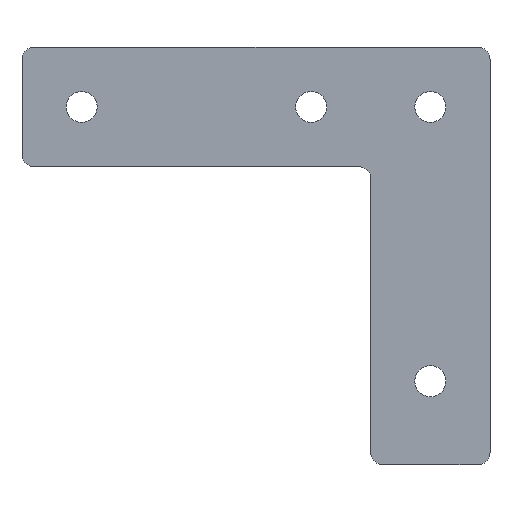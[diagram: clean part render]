
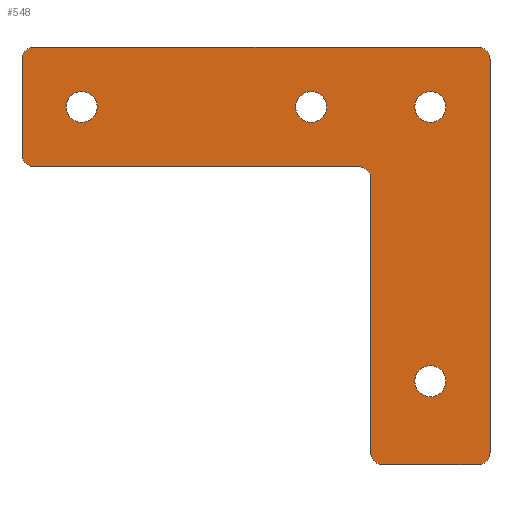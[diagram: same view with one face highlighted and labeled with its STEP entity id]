
A CAD part, front view. The second image highlights one B-rep face of the part: STEP entity #548.
In plain terms, the highlighted planar face has unit normal (0, -1, 0).
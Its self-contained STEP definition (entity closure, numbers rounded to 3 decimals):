
#24=FACE_BOUND('',#114,.T.);
#25=FACE_BOUND('',#115,.T.);
#26=FACE_BOUND('',#116,.T.);
#27=FACE_BOUND('',#117,.T.);
#36=PLANE('',#633);
#77=FACE_OUTER_BOUND('',#113,.T.);
#113=EDGE_LOOP('',(#502,#503,#504,#505,#506,#507,#508,#509,#510,#511,#512,
#513));
#114=EDGE_LOOP('',(#514));
#115=EDGE_LOOP('',(#515));
#116=EDGE_LOOP('',(#516));
#117=EDGE_LOOP('',(#517));
#137=LINE('',#928,#171);
#140=LINE('',#934,#174);
#143=LINE('',#940,#177);
#146=LINE('',#946,#180);
#149=LINE('',#952,#183);
#152=LINE('',#958,#186);
#171=VECTOR('',#755,10.);
#174=VECTOR('',#760,10.);
#177=VECTOR('',#765,10.);
#180=VECTOR('',#770,10.);
#183=VECTOR('',#775,10.);
#186=VECTOR('',#780,10.);
#210=CIRCLE('',#594,2.6);
#213=CIRCLE('',#598,2.6);
#216=CIRCLE('',#602,2.6);
#219=CIRCLE('',#606,2.6);
#226=CIRCLE('',#621,2.);
#227=CIRCLE('',#623,2.);
#228=CIRCLE('',#625,2.);
#229=CIRCLE('',#627,2.);
#230=CIRCLE('',#629,2.);
#231=CIRCLE('',#631,2.);
#254=VERTEX_POINT('',#872);
#257=VERTEX_POINT('',#880);
#260=VERTEX_POINT('',#888);
#263=VERTEX_POINT('',#896);
#276=VERTEX_POINT('',#925);
#277=VERTEX_POINT('',#927);
#278=VERTEX_POINT('',#931);
#279=VERTEX_POINT('',#933);
#280=VERTEX_POINT('',#937);
#281=VERTEX_POINT('',#939);
#282=VERTEX_POINT('',#943);
#283=VERTEX_POINT('',#945);
#284=VERTEX_POINT('',#949);
#285=VERTEX_POINT('',#951);
#286=VERTEX_POINT('',#955);
#287=VERTEX_POINT('',#957);
#317=EDGE_CURVE('',#254,#254,#210,.T.);
#321=EDGE_CURVE('',#257,#257,#213,.T.);
#325=EDGE_CURVE('',#260,#260,#216,.T.);
#329=EDGE_CURVE('',#263,#263,#219,.T.);
#343=EDGE_CURVE('',#276,#277,#137,.F.);
#346=EDGE_CURVE('',#278,#279,#140,.F.);
#349=EDGE_CURVE('',#280,#281,#143,.F.);
#352=EDGE_CURVE('',#282,#283,#146,.F.);
#355=EDGE_CURVE('',#284,#285,#149,.F.);
#358=EDGE_CURVE('',#286,#287,#152,.F.);
#360=EDGE_CURVE('',#279,#276,#226,.T.);
#361=EDGE_CURVE('',#277,#286,#227,.T.);
#362=EDGE_CURVE('',#287,#284,#228,.T.);
#363=EDGE_CURVE('',#285,#282,#229,.F.);
#364=EDGE_CURVE('',#281,#278,#230,.T.);
#365=EDGE_CURVE('',#283,#280,#231,.T.);
#502=ORIENTED_EDGE('',*,*,#361,.F.);
#503=ORIENTED_EDGE('',*,*,#343,.F.);
#504=ORIENTED_EDGE('',*,*,#360,.F.);
#505=ORIENTED_EDGE('',*,*,#346,.F.);
#506=ORIENTED_EDGE('',*,*,#364,.F.);
#507=ORIENTED_EDGE('',*,*,#349,.F.);
#508=ORIENTED_EDGE('',*,*,#365,.F.);
#509=ORIENTED_EDGE('',*,*,#352,.F.);
#510=ORIENTED_EDGE('',*,*,#363,.F.);
#511=ORIENTED_EDGE('',*,*,#355,.F.);
#512=ORIENTED_EDGE('',*,*,#362,.F.);
#513=ORIENTED_EDGE('',*,*,#358,.F.);
#514=ORIENTED_EDGE('',*,*,#317,.T.);
#515=ORIENTED_EDGE('',*,*,#325,.T.);
#516=ORIENTED_EDGE('',*,*,#321,.T.);
#517=ORIENTED_EDGE('',*,*,#329,.T.);
#548=ADVANCED_FACE('',(#77,#24,#25,#26,#27),#36,.F.);
#594=AXIS2_PLACEMENT_3D('',#874,#703,#704);
#598=AXIS2_PLACEMENT_3D('',#882,#712,#713);
#602=AXIS2_PLACEMENT_3D('',#890,#721,#722);
#606=AXIS2_PLACEMENT_3D('',#898,#730,#731);
#621=AXIS2_PLACEMENT_3D('',#961,#784,#785);
#623=AXIS2_PLACEMENT_3D('',#963,#788,#789);
#625=AXIS2_PLACEMENT_3D('',#965,#792,#793);
#627=AXIS2_PLACEMENT_3D('',#967,#796,#797);
#629=AXIS2_PLACEMENT_3D('',#969,#800,#801);
#631=AXIS2_PLACEMENT_3D('',#971,#804,#805);
#633=AXIS2_PLACEMENT_3D('',#973,#808,#809);
#703=DIRECTION('center_axis',(0.,1.,0.));
#704=DIRECTION('ref_axis',(0.,0.,-1.));
#712=DIRECTION('center_axis',(0.,1.,0.));
#713=DIRECTION('ref_axis',(0.,0.,-1.));
#721=DIRECTION('center_axis',(0.,1.,0.));
#722=DIRECTION('ref_axis',(0.,0.,-1.));
#730=DIRECTION('center_axis',(0.,1.,0.));
#731=DIRECTION('ref_axis',(0.,0.,-1.));
#755=DIRECTION('',(0.,0.,1.));
#760=DIRECTION('',(-1.,0.,0.));
#765=DIRECTION('',(0.,0.,-1.));
#770=DIRECTION('',(1.,0.,0.));
#775=DIRECTION('',(0.,0.,-1.));
#780=DIRECTION('',(1.,0.,0.));
#784=DIRECTION('center_axis',(0.,1.,0.));
#785=DIRECTION('ref_axis',(0.,0.,-1.));
#788=DIRECTION('center_axis',(0.,1.,0.));
#789=DIRECTION('ref_axis',(0.,0.,-1.));
#792=DIRECTION('center_axis',(0.,1.,0.));
#793=DIRECTION('ref_axis',(0.,0.,-1.));
#796=DIRECTION('center_axis',(0.,1.,0.));
#797=DIRECTION('ref_axis',(0.,0.,1.));
#800=DIRECTION('center_axis',(0.,1.,0.));
#801=DIRECTION('ref_axis',(0.,0.,-1.));
#804=DIRECTION('center_axis',(0.,1.,0.));
#805=DIRECTION('ref_axis',(0.,0.,-1.));
#808=DIRECTION('center_axis',(0.,1.,0.));
#809=DIRECTION('ref_axis',(0.,0.,1.));
#872=CARTESIAN_POINT('',(127.,-13.,-7.4));
#874=CARTESIAN_POINT('Origin',(127.,-13.,-10.));
#880=CARTESIAN_POINT('',(147.,-13.,-7.4));
#882=CARTESIAN_POINT('Origin',(147.,-13.,-10.));
#888=CARTESIAN_POINT('',(88.5,-13.,-7.4));
#890=CARTESIAN_POINT('Origin',(88.5,-13.,-10.));
#896=CARTESIAN_POINT('',(147.,-13.,-53.4));
#898=CARTESIAN_POINT('Origin',(147.,-13.,-56.));
#925=CARTESIAN_POINT('',(157.,-13.,-2.));
#927=CARTESIAN_POINT('',(157.,-13.,-68.));
#928=CARTESIAN_POINT('',(157.,-13.,-69.));
#931=CARTESIAN_POINT('',(80.5,-13.,0.));
#933=CARTESIAN_POINT('',(155.,-13.,0.));
#934=CARTESIAN_POINT('',(156.,-13.,0.));
#937=CARTESIAN_POINT('',(78.5,-13.,-18.));
#939=CARTESIAN_POINT('',(78.5,-13.,-2.));
#940=CARTESIAN_POINT('',(78.5,-13.,-34.));
#943=CARTESIAN_POINT('',(135.,-13.,-20.));
#945=CARTESIAN_POINT('',(80.5,-13.,-20.));
#946=CARTESIAN_POINT('',(116.75,-13.,-20.));
#949=CARTESIAN_POINT('',(137.,-13.,-68.));
#951=CARTESIAN_POINT('',(137.,-13.,-22.));
#952=CARTESIAN_POINT('',(137.,-13.,-44.));
#955=CARTESIAN_POINT('',(155.,-13.,-70.));
#957=CARTESIAN_POINT('',(139.,-13.,-70.));
#958=CARTESIAN_POINT('',(146.,-13.,-70.));
#961=CARTESIAN_POINT('Origin',(155.,-13.,-2.));
#963=CARTESIAN_POINT('Origin',(155.,-13.,-68.));
#965=CARTESIAN_POINT('Origin',(139.,-13.,-68.));
#967=CARTESIAN_POINT('Origin',(135.,-13.,-22.));
#969=CARTESIAN_POINT('Origin',(80.5,-13.,-2.));
#971=CARTESIAN_POINT('Origin',(80.5,-13.,-18.));
#973=CARTESIAN_POINT('Origin',(155.,-13.,-68.));
